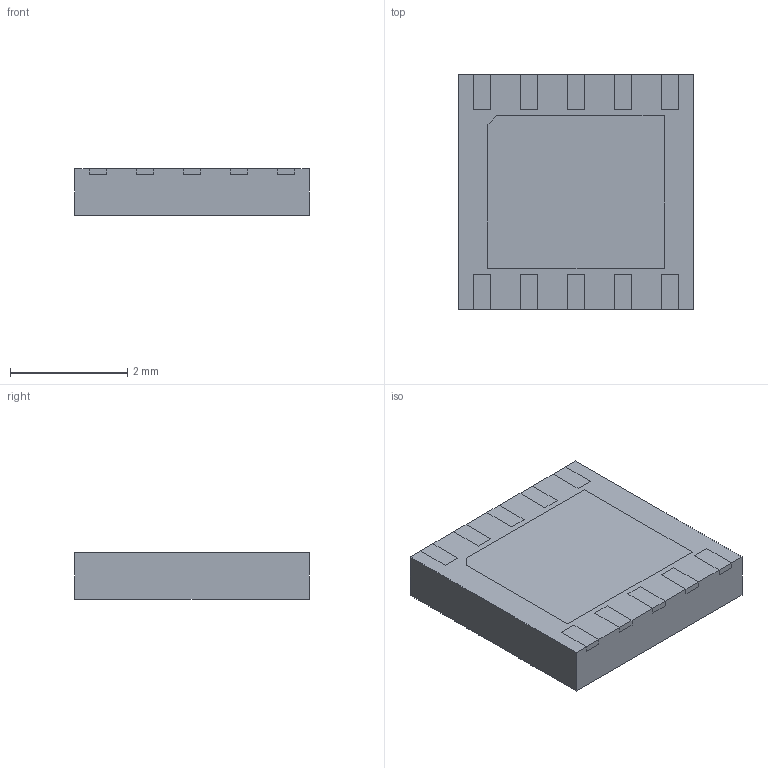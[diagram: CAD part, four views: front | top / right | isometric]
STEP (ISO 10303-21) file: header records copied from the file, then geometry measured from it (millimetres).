
FILE_DESCRIPTION (( 'STEP AP214' ), '1' );
FILE_NAME ('User Library-WSON-10-1.STEP', '2017-09-27T11:33:57', ( 'Windows User' ), ( '' ), 'SwSTEP 2.0', 'SolidWorks 2017', '' );
FILE_SCHEMA (( 'AUTOMOTIVE_DESIGN' ));
Length unit declared in the file: millimetre
Products named in the file (1): User Library-WSON-10-1
Bounding box: 4 x 4 x 0.8 mm (x, y, z)
Volume: 12.8 mm3; surface area: 69.2 mm2
Topology: 12 solids, 12 shells, 122 faces, 288 edges, 192 vertices
Faces by surface type: plane 120, cylinder 2
Entity records: 4405 total; most frequent: CARTESIAN_POINT 603, ORIENTED_EDGE 576, DIRECTION 538, EDGE_CURVE 288, LINE 284, VECTOR 284, VERTEX_POINT 192, AXIS2_PLACEMENT_3D 127
